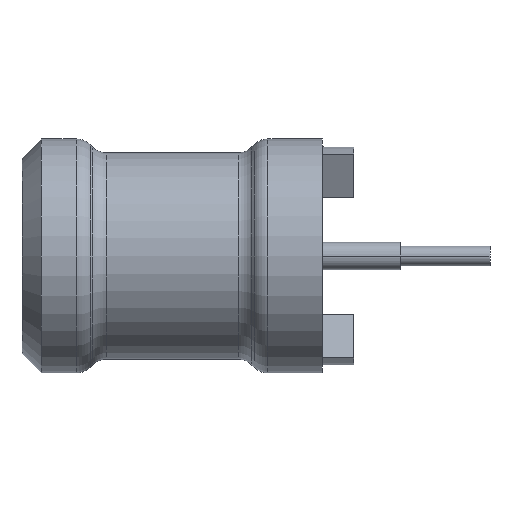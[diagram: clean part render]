
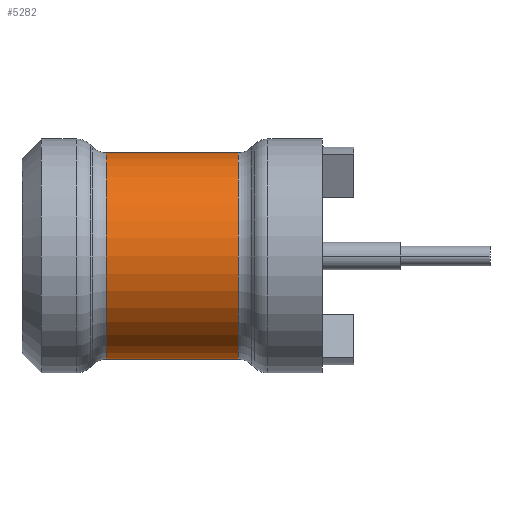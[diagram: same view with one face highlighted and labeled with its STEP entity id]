
A CAD part, left-side view. The second image highlights one B-rep face of the part: STEP entity #5282.
In plain terms, the highlighted cylindrical face has radius 2.65 mm (diameter 5.3 mm), a partial arc.
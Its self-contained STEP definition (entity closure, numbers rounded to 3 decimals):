
#248 = EDGE_CURVE ( 'NONE', #1357, #4052, #2243, .T. ) ;
#652 = ORIENTED_EDGE ( 'NONE', *, *, #1480, .F. ) ;
#1132 = CARTESIAN_POINT ( 'NONE',  ( 0., 2.157, 2.65 ) ) ;
#1138 = DIRECTION ( 'NONE',  ( 0., -1., 0. ) ) ;
#1323 = DIRECTION ( 'NONE',  ( 0., 0., -1. ) ) ;
#1357 = VERTEX_POINT ( 'NONE', #7826 ) ;
#1480 = EDGE_CURVE ( 'NONE', #1357, #7057, #4505, .T. ) ;
#1665 = ORIENTED_EDGE ( 'NONE', *, *, #7594, .T. ) ;
#1724 = CARTESIAN_POINT ( 'NONE',  ( 0., 0., 0. ) ) ;
#1803 = AXIS2_PLACEMENT_3D ( 'NONE', #1724, #1138, #5163 ) ;
#2172 = DIRECTION ( 'NONE',  ( 0., 0., -1. ) ) ;
#2243 = CIRCLE ( 'NONE', #4508, 2.65 ) ;
#2344 = VECTOR ( 'NONE', #6349, 1000. ) ;
#2380 = CIRCLE ( 'NONE', #2560, 2.65 ) ;
#2560 = AXIS2_PLACEMENT_3D ( 'NONE', #2833, #7513, #2172 ) ;
#2637 = ORIENTED_EDGE ( 'NONE', *, *, #248, .T. ) ;
#2812 = VERTEX_POINT ( 'NONE', #7328 ) ;
#2833 = CARTESIAN_POINT ( 'NONE',  ( 0., 2.157, 0. ) ) ;
#3463 = ORIENTED_EDGE ( 'NONE', *, *, #6602, .F. ) ;
#3763 = EDGE_LOOP ( 'NONE', ( #652, #2637, #1665, #3463 ) ) ;
#4052 = VERTEX_POINT ( 'NONE', #8449 ) ;
#4294 = CARTESIAN_POINT ( 'NONE',  ( 0., 0., 2.65 ) ) ;
#4505 = LINE ( 'NONE', #4294, #7229 ) ;
#4508 = AXIS2_PLACEMENT_3D ( 'NONE', #6662, #8646, #1323 ) ;
#4851 = FACE_OUTER_BOUND ( 'NONE', #3763, .T. ) ;
#5163 = DIRECTION ( 'NONE',  ( 0., 0., -1. ) ) ;
#5282 = ADVANCED_FACE ( 'NONE', ( #4851 ), #8473, .T. ) ;
#5806 = DIRECTION ( 'NONE',  ( 0., -1., 0. ) ) ;
#5901 = LINE ( 'NONE', #7024, #2344 ) ;
#6349 = DIRECTION ( 'NONE',  ( 0., -1., 0. ) ) ;
#6602 = EDGE_CURVE ( 'NONE', #7057, #2812, #2380, .T. ) ;
#6662 = CARTESIAN_POINT ( 'NONE',  ( 0., 5.543, 0. ) ) ;
#7024 = CARTESIAN_POINT ( 'NONE',  ( 0., 0., -2.65 ) ) ;
#7057 = VERTEX_POINT ( 'NONE', #1132 ) ;
#7229 = VECTOR ( 'NONE', #5806, 1000. ) ;
#7328 = CARTESIAN_POINT ( 'NONE',  ( 0., 2.157, -2.65 ) ) ;
#7513 = DIRECTION ( 'NONE',  ( 0., -1., 0. ) ) ;
#7594 = EDGE_CURVE ( 'NONE', #4052, #2812, #5901, .T. ) ;
#7826 = CARTESIAN_POINT ( 'NONE',  ( 0., 5.543, 2.65 ) ) ;
#8449 = CARTESIAN_POINT ( 'NONE',  ( 0., 5.543, -2.65 ) ) ;
#8473 = CYLINDRICAL_SURFACE ( 'NONE', #1803, 2.65 ) ;
#8646 = DIRECTION ( 'NONE',  ( 0., -1., 0. ) ) ;
